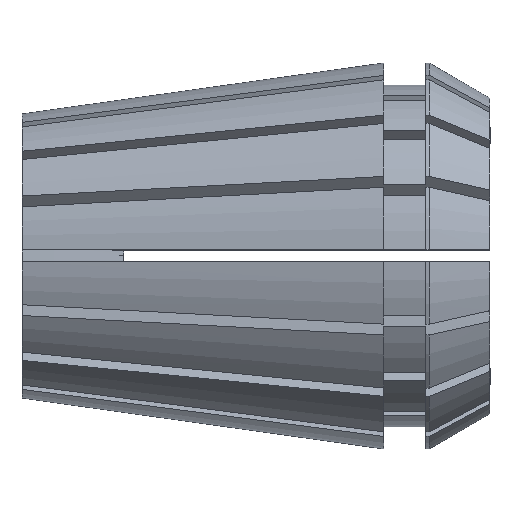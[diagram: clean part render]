
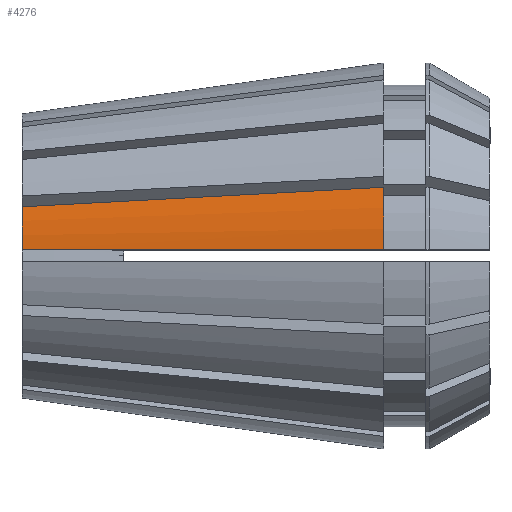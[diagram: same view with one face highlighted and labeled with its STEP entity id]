
A CAD part, top view. The second image highlights one B-rep face of the part: STEP entity #4276.
In plain terms, the highlighted conical face has half-angle 8 degrees and reference radius 16.5 mm.
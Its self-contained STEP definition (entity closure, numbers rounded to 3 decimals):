
#17 = VERTEX_POINT ( 'NONE', #3478 ) ;
#66 = ORIENTED_EDGE ( 'NONE', *, *, #5579, .F. ) ;
#109 = CARTESIAN_POINT ( 'NONE',  ( 21.136, 5.324, 14.16 ) ) ;
#180 = CIRCLE ( 'NONE', #4476, 16.5 ) ;
#216 = DIRECTION ( 'NONE',  ( 0., 0., -1. ) ) ;
#393 = CONICAL_SURFACE ( 'NONE', #2016, 16.5, 0.14 ) ;
#453 = CARTESIAN_POINT ( 'NONE',  ( 30.9, 0.5, 16.493 ) ) ;
#760 = DIRECTION ( 'NONE',  ( 0., 0., 1. ) ) ;
#913 = CARTESIAN_POINT ( 'NONE',  ( 29.311, 0.5, 16.269 ) ) ;
#968 = CARTESIAN_POINT ( 'NONE',  ( 0., 0.5, 12.147 ) ) ;
#1069 = CARTESIAN_POINT ( 'NONE',  ( 30.9, 0., 0. ) ) ;
#1281 = ORIENTED_EDGE ( 'NONE', *, *, #3878, .T. ) ;
#1400 = CARTESIAN_POINT ( 'NONE',  ( 18.76, 0.5, 14.786 ) ) ;
#1615 = DIRECTION ( 'NONE',  ( -1., 0., 0. ) ) ;
#1620 = CARTESIAN_POINT ( 'NONE',  ( 30.9, 5.85, 15.429 ) ) ;
#1668 = CIRCLE ( 'NONE', #5467, 12.158 ) ;
#1863 = CARTESIAN_POINT ( 'NONE',  ( 26.133, 0.5, 15.822 ) ) ;
#2016 = AXIS2_PLACEMENT_3D ( 'NONE', #1069, #5564, #216 ) ;
#2461 = CARTESIAN_POINT ( 'NONE',  ( 14.091, 4.945, 13.245 ) ) ;
#2501 = VERTEX_POINT ( 'NONE', #2551 ) ;
#2551 = CARTESIAN_POINT ( 'NONE',  ( 30.9, 5.85, 15.429 ) ) ;
#2568 = VERTEX_POINT ( 'NONE', #2911 ) ;
#2603 = CARTESIAN_POINT ( 'NONE',  ( 30.9, 0., 0. ) ) ;
#2784 = CARTESIAN_POINT ( 'NONE',  ( 1.338, 0.5, 12.336 ) ) ;
#2911 = CARTESIAN_POINT ( 'NONE',  ( 0., 4.187, 11.414 ) ) ;
#2928 = CARTESIAN_POINT ( 'NONE',  ( 24.391, 5.499, 14.583 ) ) ;
#2930 = EDGE_CURVE ( 'NONE', #2568, #2501, #3235, .T. ) ;
#3235 = B_SPLINE_CURVE_WITH_KNOTS ( 'NONE', 3,
 ( #4238, #5053, #2461, #109, #2928, #3821, #1620 ),
 .UNSPECIFIED., .F., .F.,
 ( 4, 3, 4 ),
 ( 0., 0.021, 0.031 ),
 .UNSPECIFIED. ) ;
#3284 = CARTESIAN_POINT ( 'NONE',  ( 2.677, 0.5, 12.524 ) ) ;
#3478 = CARTESIAN_POINT ( 'NONE',  ( 0., 0.5, 12.147 ) ) ;
#3480 = CARTESIAN_POINT ( 'NONE',  ( 0., 0., 0. ) ) ;
#3546 = DIRECTION ( 'NONE',  ( 0., 0., 1. ) ) ;
#3667 = CARTESIAN_POINT ( 'NONE',  ( 27.722, 0.5, 16.046 ) ) ;
#3685 = CARTESIAN_POINT ( 'NONE',  ( 11.388, 0.5, 13.749 ) ) ;
#3821 = CARTESIAN_POINT ( 'NONE',  ( 27.645, 5.674, 15.006 ) ) ;
#3878 = EDGE_CURVE ( 'NONE', #5361, #2501, #180, .T. ) ;
#3882 = ORIENTED_EDGE ( 'NONE', *, *, #2930, .F. ) ;
#3985 = ORIENTED_EDGE ( 'NONE', *, *, #4119, .F. ) ;
#4107 = CARTESIAN_POINT ( 'NONE',  ( 4.015, 0.5, 12.712 ) ) ;
#4119 = EDGE_CURVE ( 'NONE', #5361, #17, #5055, .T. ) ;
#4238 = CARTESIAN_POINT ( 'NONE',  ( 0., 4.187, 11.414 ) ) ;
#4257 = CARTESIAN_POINT ( 'NONE',  ( 30.9, 0.5, 16.493 ) ) ;
#4276 = ADVANCED_FACE ( 'NONE', ( #4357 ), #393, .T. ) ;
#4352 = EDGE_LOOP ( 'NONE', ( #3882, #66, #3985, #1281 ) ) ;
#4357 = FACE_OUTER_BOUND ( 'NONE', #4352, .T. ) ;
#4476 = AXIS2_PLACEMENT_3D ( 'NONE', #2603, #5742, #3546 ) ;
#5053 = CARTESIAN_POINT ( 'NONE',  ( 7.045, 4.566, 12.33 ) ) ;
#5055 = B_SPLINE_CURVE_WITH_KNOTS ( 'NONE', 3,
 ( #453, #913, #3667, #1863, #1400, #3685, #4107, #3284, #2784, #968 ),
 .UNSPECIFIED., .F., .F.,
 ( 4, 3, 3, 4 ),
 ( 0.06, 0.064, 0.087, 0.091 ),
 .UNSPECIFIED. ) ;
#5361 = VERTEX_POINT ( 'NONE', #4257 ) ;
#5467 = AXIS2_PLACEMENT_3D ( 'NONE', #3480, #1615, #760 ) ;
#5564 = DIRECTION ( 'NONE',  ( 1., 0., 0. ) ) ;
#5579 = EDGE_CURVE ( 'NONE', #17, #2568, #1668, .T. ) ;
#5742 = DIRECTION ( 'NONE',  ( -1., 0., 0. ) ) ;
